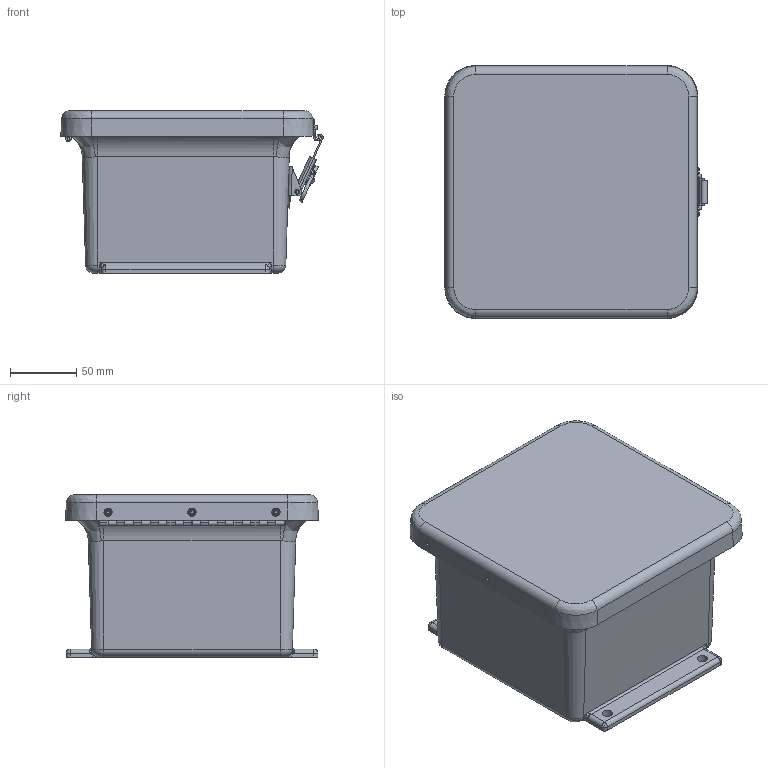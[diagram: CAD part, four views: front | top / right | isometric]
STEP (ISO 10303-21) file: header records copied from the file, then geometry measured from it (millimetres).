
FILE_DESCRIPTION (( 'STEP AP214' ), '1' );
FILE_NAME ('M606HLL.STEP', '2018-11-02T22:50:13', ( '' ), ( '' ), 'SwSTEP 2.0', 'SolidWorks 2018', '' );
FILE_SCHEMA (( 'AUTOMOTIVE_DESIGN' ));
Length unit declared in the file: inch
Products named in the file (1): M606HLL
Bounding box: 198.33 x 191.13 x 122.89 mm (x, y, z)
Volume: 611025 mm3; surface area: 334970.4 mm2
Topology: 29 solids, 29 shells, 768 faces, 1832 edges, 1149 vertices
Faces by surface type: cylinder 307, plane 289, bspline 135, cone 29, torus 8
Full cylindrical faces by diameter (mm): 1.702 x1, 2.159 x23, 2.21 x1, 2.489 x2, 2.64 x9, 2.794 x1, 3.175 x10, 3.3 x2, 3.327 x5, 3.378 x2, 3.429 x1, 3.556 x10, 3.861 x8, 4.039 x4, 4.572 x1, 4.75 x2, 4.8 x1, 4.851 x2, 5.41 x1, 5.537 x4, 6.35 x1, 6.858 x4, 7.264 x1, 7.925 x4, 13.335 x1, 13.589 x1, 15.494 x1, 16.764 x1
Entity records: 37979 total; most frequent: CARTESIAN_POINT 11065, ORIENTED_EDGE 3370, DIRECTION 3128, EDGE_CURVE 1685, AXIS2_PLACEMENT_3D 1166, VERTEX_POINT 1127, EDGE_LOOP 1052, FACE_OUTER_BOUND 886
